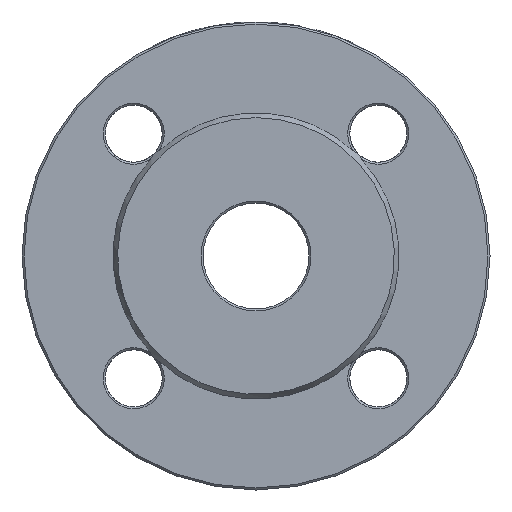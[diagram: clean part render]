
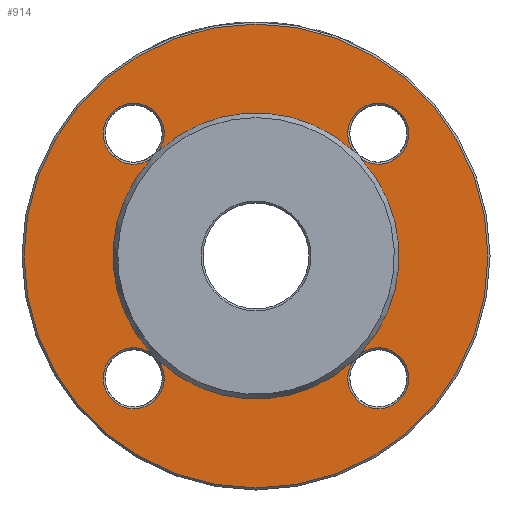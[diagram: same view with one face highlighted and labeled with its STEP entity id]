
A CAD part, left-side view. The second image highlights one B-rep face of the part: STEP entity #914.
In plain terms, the highlighted planar face has unit normal (-1, 0, 0).
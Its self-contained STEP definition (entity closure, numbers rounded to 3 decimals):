
#73 = ORIENTED_EDGE ( 'NONE', *, *, #4826, .F. ) ;
#81 = EDGE_LOOP ( 'NONE', ( #1726 ) ) ;
#242 = ORIENTED_EDGE ( 'NONE', *, *, #1670, .F. ) ;
#293 = CARTESIAN_POINT ( 'NONE',  ( 2., 0., 0. ) ) ;
#366 = FACE_BOUND ( 'NONE', #3984, .T. ) ;
#386 = CARTESIAN_POINT ( 'NONE',  ( 2., -23.865, 25.813 ) ) ;
#389 = DIRECTION ( 'NONE',  ( 0., -1., 0. ) ) ;
#450 = DIRECTION ( 'NONE',  ( 1., 0., 0. ) ) ;
#488 = DIRECTION ( 'NONE',  ( 0., 1., 0. ) ) ;
#512 = ORIENTED_EDGE ( 'NONE', *, *, #2465, .T. ) ;
#600 = DIRECTION ( 'NONE',  ( 1., 0., 0. ) ) ;
#652 = VERTEX_POINT ( 'NONE', #2061 ) ;
#914 = ADVANCED_FACE ( 'NONE', ( #4697, #366 ), #2132, .F. ) ;
#919 = CARTESIAN_POINT ( 'NONE',  ( 2., 23.865, -25.813 ) ) ;
#990 = VERTEX_POINT ( 'NONE', #1965 ) ;
#1009 = DIRECTION ( 'NONE',  ( -1., 0., 0. ) ) ;
#1182 = AXIS2_PLACEMENT_3D ( 'NONE', #2166, #5345, #2141 ) ;
#1185 = AXIS2_PLACEMENT_3D ( 'NONE', #3740, #5524, #1577 ) ;
#1209 = DIRECTION ( 'NONE',  ( 1., 0., 0. ) ) ;
#1221 = DIRECTION ( 'NONE',  ( 0., 0., 1. ) ) ;
#1467 = CIRCLE ( 'NONE', #1185, 7.5 ) ;
#1577 = DIRECTION ( 'NONE',  ( 0., 0., -1. ) ) ;
#1670 = EDGE_CURVE ( 'NONE', #5193, #990, #3655, .T. ) ;
#1726 = ORIENTED_EDGE ( 'NONE', *, *, #3139, .T. ) ;
#1941 = DIRECTION ( 'NONE',  ( -1., 0., 0. ) ) ;
#1965 = CARTESIAN_POINT ( 'NONE',  ( 2., 23.865, 25.813 ) ) ;
#2034 = CARTESIAN_POINT ( 'NONE',  ( 2., 25.813, -23.865 ) ) ;
#2061 = CARTESIAN_POINT ( 'NONE',  ( 2., -23.865, -25.813 ) ) ;
#2101 = CIRCLE ( 'NONE', #4859, 7.5 ) ;
#2103 = ORIENTED_EDGE ( 'NONE', *, *, #2998, .F. ) ;
#2104 = VERTEX_POINT ( 'NONE', #919 ) ;
#2125 = EDGE_CURVE ( 'NONE', #3694, #990, #2101, .T. ) ;
#2132 = PLANE ( 'NONE',  #3198 ) ;
#2141 = DIRECTION ( 'NONE',  ( 0., 0., 1. ) ) ;
#2157 = EDGE_CURVE ( 'NONE', #2104, #652, #2926, .T. ) ;
#2161 = DIRECTION ( 'NONE',  ( 0., 0., -1. ) ) ;
#2166 = CARTESIAN_POINT ( 'NONE',  ( 2., 0., 0. ) ) ;
#2187 = ORIENTED_EDGE ( 'NONE', *, *, #2157, .F. ) ;
#2289 = CIRCLE ( 'NONE', #2839, 7.5 ) ;
#2329 = CIRCLE ( 'NONE', #5552, 35.155 ) ;
#2389 = ORIENTED_EDGE ( 'NONE', *, *, #2125, .T. ) ;
#2465 = EDGE_CURVE ( 'NONE', #5193, #3726, #2289, .T. ) ;
#2467 = AXIS2_PLACEMENT_3D ( 'NONE', #5346, #1941, #3144 ) ;
#2610 = CARTESIAN_POINT ( 'NONE',  ( 2., 0., -57. ) ) ;
#2623 = CIRCLE ( 'NONE', #5016, 7.5 ) ;
#2624 = DIRECTION ( 'NONE',  ( -1., 0., 0. ) ) ;
#2757 = EDGE_CURVE ( 'NONE', #2104, #4781, #1467, .T. ) ;
#2777 = CARTESIAN_POINT ( 'NONE',  ( 2., 30.052, 30.052 ) ) ;
#2804 = VERTEX_POINT ( 'NONE', #4917 ) ;
#2839 = AXIS2_PLACEMENT_3D ( 'NONE', #3991, #450, #5306 ) ;
#2926 = CIRCLE ( 'NONE', #2467, 35.155 ) ;
#2998 = EDGE_CURVE ( 'NONE', #2804, #3726, #3116, .T. ) ;
#3116 = CIRCLE ( 'NONE', #3207, 35.155 ) ;
#3139 = EDGE_CURVE ( 'NONE', #4242, #4242, #5049, .T. ) ;
#3144 = DIRECTION ( 'NONE',  ( 0., 0., 1. ) ) ;
#3151 = CARTESIAN_POINT ( 'NONE',  ( 2., 25.813, 23.865 ) ) ;
#3198 = AXIS2_PLACEMENT_3D ( 'NONE', #5649, #3444, #2161 ) ;
#3207 = AXIS2_PLACEMENT_3D ( 'NONE', #3226, #1009, #4324 ) ;
#3226 = CARTESIAN_POINT ( 'NONE',  ( 2., 0., 0. ) ) ;
#3232 = CARTESIAN_POINT ( 'NONE',  ( 2., -25.813, 23.865 ) ) ;
#3444 = DIRECTION ( 'NONE',  ( 1., 0., 0. ) ) ;
#3655 = CIRCLE ( 'NONE', #1182, 35.155 ) ;
#3694 = VERTEX_POINT ( 'NONE', #3151 ) ;
#3726 = VERTEX_POINT ( 'NONE', #3232 ) ;
#3740 = CARTESIAN_POINT ( 'NONE',  ( 2., 30.052, -30.052 ) ) ;
#3984 = EDGE_LOOP ( 'NONE', ( #242, #512, #2103, #4451, #2187, #4109, #73, #2389 ) ) ;
#3991 = CARTESIAN_POINT ( 'NONE',  ( 2., -30.052, 30.052 ) ) ;
#4109 = ORIENTED_EDGE ( 'NONE', *, *, #2757, .T. ) ;
#4242 = VERTEX_POINT ( 'NONE', #2610 ) ;
#4324 = DIRECTION ( 'NONE',  ( 0., 0., 1. ) ) ;
#4341 = DIRECTION ( 'NONE',  ( 0., 0., -1. ) ) ;
#4451 = ORIENTED_EDGE ( 'NONE', *, *, #5437, .T. ) ;
#4581 = AXIS2_PLACEMENT_3D ( 'NONE', #4784, #2624, #4341 ) ;
#4697 = FACE_OUTER_BOUND ( 'NONE', #81, .T. ) ;
#4781 = VERTEX_POINT ( 'NONE', #2034 ) ;
#4784 = CARTESIAN_POINT ( 'NONE',  ( 2., 0., 0. ) ) ;
#4826 = EDGE_CURVE ( 'NONE', #3694, #4781, #2329, .T. ) ;
#4859 = AXIS2_PLACEMENT_3D ( 'NONE', #2777, #600, #488 ) ;
#4917 = CARTESIAN_POINT ( 'NONE',  ( 2., -25.813, -23.865 ) ) ;
#5016 = AXIS2_PLACEMENT_3D ( 'NONE', #5191, #1209, #389 ) ;
#5049 = CIRCLE ( 'NONE', #4581, 57. ) ;
#5191 = CARTESIAN_POINT ( 'NONE',  ( 2., -30.052, -30.052 ) ) ;
#5193 = VERTEX_POINT ( 'NONE', #386 ) ;
#5306 = DIRECTION ( 'NONE',  ( 0., 0., 1. ) ) ;
#5345 = DIRECTION ( 'NONE',  ( -1., 0., 0. ) ) ;
#5346 = CARTESIAN_POINT ( 'NONE',  ( 2., 0., 0. ) ) ;
#5437 = EDGE_CURVE ( 'NONE', #2804, #652, #2623, .T. ) ;
#5524 = DIRECTION ( 'NONE',  ( 1., 0., 0. ) ) ;
#5552 = AXIS2_PLACEMENT_3D ( 'NONE', #293, #5576, #1221 ) ;
#5576 = DIRECTION ( 'NONE',  ( -1., 0., 0. ) ) ;
#5649 = CARTESIAN_POINT ( 'NONE',  ( 2., 35.155, 0. ) ) ;
